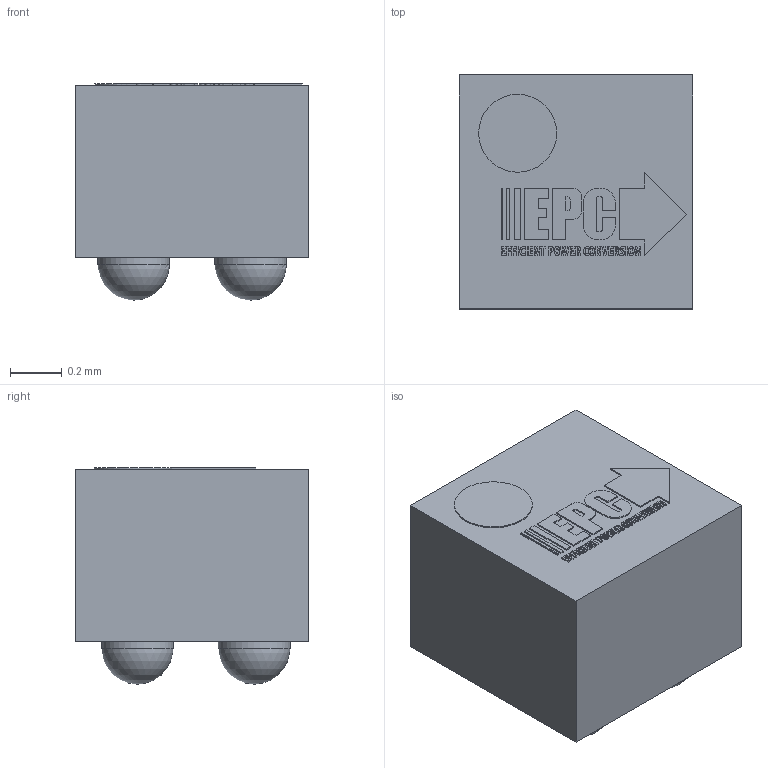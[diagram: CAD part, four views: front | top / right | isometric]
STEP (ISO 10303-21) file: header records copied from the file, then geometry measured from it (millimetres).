
FILE_DESCRIPTION(('FreeCAD Model'),'2;1');
FILE_NAME('Open CASCADE Shape Model','2023-11-27T13:17:35',(''),(''), 'Open CASCADE STEP processor 7.6','FreeCAD','Unknown');
FILE_SCHEMA(('AUTOMOTIVE_DESIGN { 1 0 10303 214 1 1 1 1 }'));
Length unit declared in the file: millimetre
Products named in the file (49): D0353; EPClogo0_75mm; .75mm007; .75mm; .75mm001; .75mm002; .75mm003; .75mm004; .75mm005; .75mm006; Extrude024; Extrude; Extrude001; Extrude002; Extrude003; Extrude004; Extrude005; Extrude006; Extrude007; Extrude008; Extrude009; Extrude010; Extrude011; Extrude012; Extrude013; Extrude014; Extrude015; Extrude016; Extrude017; Extrude018; Extrude019; Extrude020; Extrude021; Extrude022; Extrude023; 5946191728; Cylinder; 5946192048; Sphere; 5946191728001 ...
Assembly tree (54 placements, depth 4):
  D0353
    EPClogo0_75mm
      .75mm007
        .75mm
        .75mm001
        .75mm002
        .75mm003
        .75mm004
        .75mm005
        .75mm006
      Extrude024
        Extrude
        Extrude001
        Extrude002
        Extrude003
        Extrude004
        Extrude005
        Extrude006
        Extrude007
        Extrude008
        Extrude009
        Extrude010
        Extrude011
        Extrude012
        Extrude013
        Extrude014
        Extrude015
        Extrude016
        Extrude017
        Extrude018
        Extrude019
        Extrude020
        Extrude021
        Extrude022
        Extrude023
    5946191728
      Cylinder
    5946192048
      Sphere
    5946191728001
      Cylinder
    5946192048001
      Sphere
    5946191728002
      Cylinder
    5946192048002
      Sphere
    5946191728003
      Cylinder
    5946192048003
      Sphere
    7846426112
      Cylinder004
    7781185664
      Extruded
Bounding box: 0.9 x 0.9 x 0.83 mm (x, y, z)
Volume: 0.6 mm3; surface area: 6.1 mm2
Topology: 41 solids, 41 shells, 508 faces, 1302 edges, 868 vertices
Faces by surface type: plane 244, bspline 151, extrusion 104, cylinder 5, sphere 4
Full cylindrical faces by diameter (mm): 0.276 x4, 0.3 x1
Entity records: 16218 total; most frequent: CARTESIAN_POINT 4487, ORIENTED_EDGE 2562, DIRECTION 1362, EDGE_CURVE 1281, VERTEX_POINT 855, VECTOR 762, B_SPLINE_CURVE_WITH_KNOTS 723, LINE 658
